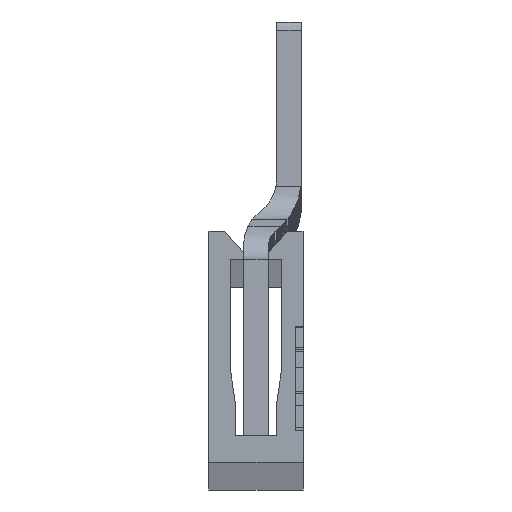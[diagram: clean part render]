
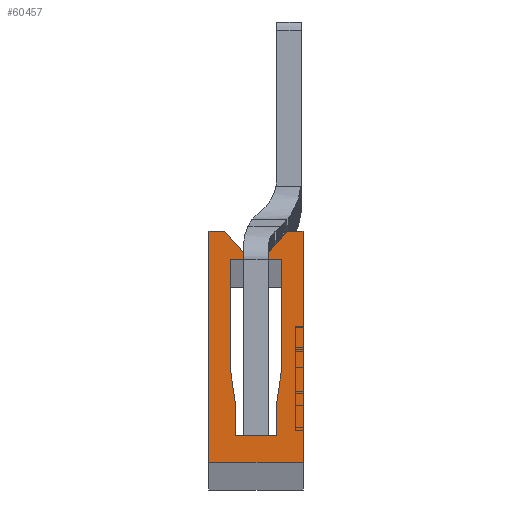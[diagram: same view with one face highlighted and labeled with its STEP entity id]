
A CAD part, top view. The second image highlights one B-rep face of the part: STEP entity #60457.
In plain terms, the highlighted planar face has unit normal (0, 0, 1).
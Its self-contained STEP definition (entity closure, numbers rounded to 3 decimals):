
#58640=DIRECTION('',(-1.,0.,0.));
#58641=VECTOR('',#58640,5.7);
#58642=CARTESIAN_POINT('',(5.689,0.522,537.5));
#58643=LINE('',#58642,#58641);
#58647=DIRECTION('',(0.,1.,0.));
#58648=VECTOR('',#58647,14.);
#58649=CARTESIAN_POINT('',(-0.011,0.522,537.5));
#58650=LINE('',#58649,#58648);
#58654=DIRECTION('',(1.,0.,0.));
#58655=VECTOR('',#58654,0.951);
#58656=CARTESIAN_POINT('',(-0.011,14.522,537.5));
#58657=LINE('',#58656,#58655);
#58661=DIRECTION('',(0.662,-0.749,0.));
#58662=VECTOR('',#58661,1.735);
#58663=CARTESIAN_POINT('',(0.94,14.522,537.5));
#58664=LINE('',#58663,#58662);
#58668=DIRECTION('',(0.,-1.,0.));
#58669=VECTOR('',#58668,0.4);
#58670=CARTESIAN_POINT('',(2.089,13.222,537.5));
#58671=LINE('',#58670,#58669);
#58675=DIRECTION('',(-1.,0.,0.));
#58676=VECTOR('',#58675,0.8);
#58677=CARTESIAN_POINT('',(2.089,12.822,537.5));
#58678=LINE('',#58677,#58676);
#58682=DIRECTION('',(0.,-1.,0.));
#58683=VECTOR('',#58682,6.7);
#58684=CARTESIAN_POINT('',(1.289,12.822,537.5));
#58685=LINE('',#58684,#58683);
#58689=DIRECTION('',(0.146,-0.989,0.));
#58690=VECTOR('',#58689,2.049);
#58691=CARTESIAN_POINT('',(1.289,6.122,537.5));
#58692=LINE('',#58691,#58690);
#58696=DIRECTION('',(0.,-1.,0.));
#58697=VECTOR('',#58696,1.973);
#58698=CARTESIAN_POINT('',(1.589,4.095,537.5));
#58699=LINE('',#58698,#58697);
#58703=DIRECTION('',(1.,0.,0.));
#58704=VECTOR('',#58703,2.5);
#58705=CARTESIAN_POINT('',(1.589,2.122,537.5));
#58706=LINE('',#58705,#58704);
#58710=DIRECTION('',(0.,1.,0.));
#58711=VECTOR('',#58710,1.973);
#58712=CARTESIAN_POINT('',(4.089,2.122,537.5));
#58713=LINE('',#58712,#58711);
#58717=DIRECTION('',(0.146,0.989,0.));
#58718=VECTOR('',#58717,2.049);
#58719=CARTESIAN_POINT('',(4.089,4.095,537.5));
#58720=LINE('',#58719,#58718);
#58724=DIRECTION('',(0.,1.,0.));
#58725=VECTOR('',#58724,6.7);
#58726=CARTESIAN_POINT('',(4.389,6.122,537.5));
#58727=LINE('',#58726,#58725);
#58731=DIRECTION('',(-1.,0.,0.));
#58732=VECTOR('',#58731,0.8);
#58733=CARTESIAN_POINT('',(4.389,12.822,537.5));
#58734=LINE('',#58733,#58732);
#58738=DIRECTION('',(0.,1.,0.));
#58739=VECTOR('',#58738,0.4);
#58740=CARTESIAN_POINT('',(3.589,12.822,537.5));
#58741=LINE('',#58740,#58739);
#58745=DIRECTION('',(0.662,0.749,0.));
#58746=VECTOR('',#58745,1.735);
#58747=CARTESIAN_POINT('',(3.589,13.222,537.5));
#58748=LINE('',#58747,#58746);
#58752=DIRECTION('',(1.,0.,0.));
#58753=VECTOR('',#58752,0.951);
#58754=CARTESIAN_POINT('',(4.738,14.522,537.5));
#58755=LINE('',#58754,#58753);
#58759=DIRECTION('',(0.,-1.,0.));
#58760=VECTOR('',#58759,14.);
#58761=CARTESIAN_POINT('',(5.689,14.522,537.5));
#58762=LINE('',#58761,#58760);
#60064=CARTESIAN_POINT('',(1.289,6.122,537.5));
#60065=CARTESIAN_POINT('',(1.589,4.095,537.5));
#60066=VERTEX_POINT('',#60064);
#60067=VERTEX_POINT('',#60065);
#60068=CARTESIAN_POINT('',(1.289,12.822,537.5));
#60069=VERTEX_POINT('',#60068);
#60070=CARTESIAN_POINT('',(2.089,12.822,537.5));
#60071=VERTEX_POINT('',#60070);
#60072=CARTESIAN_POINT('',(2.089,13.222,537.5));
#60073=VERTEX_POINT('',#60072);
#60074=CARTESIAN_POINT('',(0.94,14.522,537.5));
#60075=VERTEX_POINT('',#60074);
#60076=CARTESIAN_POINT('',(-0.011,14.522,537.5));
#60077=VERTEX_POINT('',#60076);
#60078=CARTESIAN_POINT('',(-0.011,0.522,537.5));
#60079=VERTEX_POINT('',#60078);
#60080=CARTESIAN_POINT('',(5.689,0.522,537.5));
#60081=VERTEX_POINT('',#60080);
#60082=CARTESIAN_POINT('',(5.689,14.522,537.5));
#60083=VERTEX_POINT('',#60082);
#60270=CARTESIAN_POINT('',(4.738,14.522,537.5));
#60271=VERTEX_POINT('',#60270);
#60272=CARTESIAN_POINT('',(3.589,13.222,537.5));
#60273=VERTEX_POINT('',#60272);
#60274=CARTESIAN_POINT('',(3.589,12.822,537.5));
#60275=VERTEX_POINT('',#60274);
#60276=CARTESIAN_POINT('',(4.389,12.822,537.5));
#60277=VERTEX_POINT('',#60276);
#60278=CARTESIAN_POINT('',(4.389,6.122,537.5));
#60279=VERTEX_POINT('',#60278);
#60280=CARTESIAN_POINT('',(4.089,4.095,537.5));
#60281=VERTEX_POINT('',#60280);
#60282=CARTESIAN_POINT('',(4.089,2.122,537.5));
#60283=VERTEX_POINT('',#60282);
#60284=CARTESIAN_POINT('',(1.589,2.122,537.5));
#60285=VERTEX_POINT('',#60284);
#60416=CARTESIAN_POINT('',(0.,0.,537.5));
#60417=DIRECTION('',(0.,0.,-1.));
#60418=DIRECTION('',(-1.,0.,0.));
#60419=AXIS2_PLACEMENT_3D('',#60416,#60417,#60418);
#60420=PLANE('',#60419);
#60422=ORIENTED_EDGE('',*,*,#60421,.T.);
#60424=ORIENTED_EDGE('',*,*,#60423,.T.);
#60426=ORIENTED_EDGE('',*,*,#60425,.T.);
#60428=ORIENTED_EDGE('',*,*,#60427,.T.);
#60430=ORIENTED_EDGE('',*,*,#60429,.T.);
#60432=ORIENTED_EDGE('',*,*,#60431,.T.);
#60433=ORIENTED_EDGE('',*,*,#60402,.T.);
#60434=ORIENTED_EDGE('',*,*,#60331,.T.);
#60436=ORIENTED_EDGE('',*,*,#60435,.T.);
#60438=ORIENTED_EDGE('',*,*,#60437,.T.);
#60440=ORIENTED_EDGE('',*,*,#60439,.T.);
#60442=ORIENTED_EDGE('',*,*,#60441,.T.);
#60444=ORIENTED_EDGE('',*,*,#60443,.T.);
#60446=ORIENTED_EDGE('',*,*,#60445,.T.);
#60448=ORIENTED_EDGE('',*,*,#60447,.T.);
#60450=ORIENTED_EDGE('',*,*,#60449,.T.);
#60452=ORIENTED_EDGE('',*,*,#60451,.T.);
#60454=ORIENTED_EDGE('',*,*,#60453,.T.);
#60455=EDGE_LOOP('',(#60422,#60424,#60426,#60428,#60430,#60432,#60433,#60434,
#60436,#60438,#60440,#60442,#60444,#60446,#60448,#60450,#60452,#60454));
#60456=FACE_OUTER_BOUND('',#60455,.F.);
#60331=EDGE_CURVE('',#60066,#60067,#58692,.T.);
#60402=EDGE_CURVE('',#60069,#60066,#58685,.T.);
#60421=EDGE_CURVE('',#60081,#60079,#58643,.T.);
#60423=EDGE_CURVE('',#60079,#60077,#58650,.T.);
#60425=EDGE_CURVE('',#60077,#60075,#58657,.T.);
#60427=EDGE_CURVE('',#60075,#60073,#58664,.T.);
#60429=EDGE_CURVE('',#60073,#60071,#58671,.T.);
#60431=EDGE_CURVE('',#60071,#60069,#58678,.T.);
#60435=EDGE_CURVE('',#60067,#60285,#58699,.T.);
#60437=EDGE_CURVE('',#60285,#60283,#58706,.T.);
#60439=EDGE_CURVE('',#60283,#60281,#58713,.T.);
#60441=EDGE_CURVE('',#60281,#60279,#58720,.T.);
#60443=EDGE_CURVE('',#60279,#60277,#58727,.T.);
#60445=EDGE_CURVE('',#60277,#60275,#58734,.T.);
#60447=EDGE_CURVE('',#60275,#60273,#58741,.T.);
#60449=EDGE_CURVE('',#60273,#60271,#58748,.T.);
#60451=EDGE_CURVE('',#60271,#60083,#58755,.T.);
#60453=EDGE_CURVE('',#60083,#60081,#58762,.T.);
#60457=ADVANCED_FACE('',(#60456),#60420,.F.);
